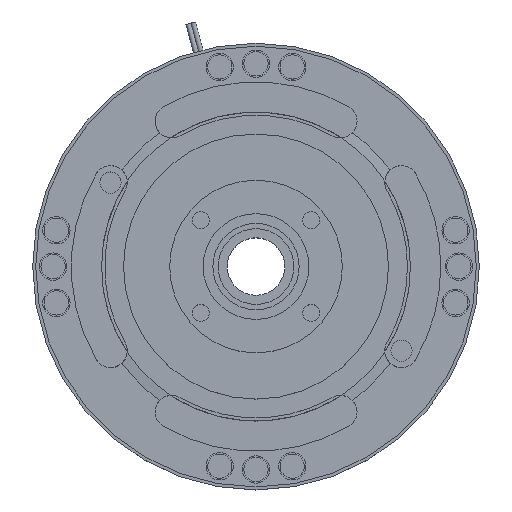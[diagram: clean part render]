
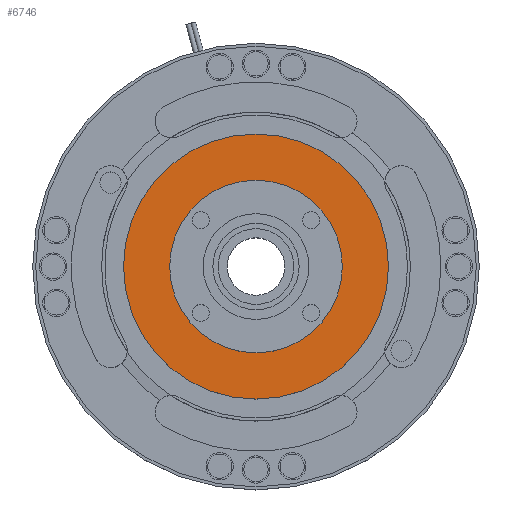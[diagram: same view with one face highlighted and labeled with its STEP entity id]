
A CAD part, top view. The second image highlights one B-rep face of the part: STEP entity #6746.
In plain terms, the highlighted planar face has unit normal (0, 0, 1).
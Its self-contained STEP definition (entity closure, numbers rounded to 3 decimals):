
#686 = DIRECTION ( 'NONE',  ( 1., 0., 0. ) ) ;
#687 = DIRECTION ( 'NONE',  ( 0., 0., 1. ) ) ;
#688 = CARTESIAN_POINT ( 'NONE',  ( 0., 0., 127.2 ) ) ;
#709 = AXIS2_PLACEMENT_3D ( 'NONE', #688, #687, #686 ) ;
#710 = CIRCLE ( 'NONE', #709, 87.5 ) ;
#1227 = DIRECTION ( 'NONE',  ( 1., 0., 0. ) ) ;
#1228 = DIRECTION ( 'NONE',  ( 0., 0., 1. ) ) ;
#1229 = CARTESIAN_POINT ( 'NONE',  ( 0., 0., 127.2 ) ) ;
#1230 = AXIS2_PLACEMENT_3D ( 'NONE', #1229, #1228, #1227 ) ;
#1231 = PLANE ( 'NONE',  #1230 ) ;
#1232 = FACE_BOUND ( 'NONE', #6748, .T. ) ;
#1233 = FACE_OUTER_BOUND ( 'NONE', #6747, .T. ) ;
#1443 = DIRECTION ( 'NONE',  ( 1., 0., 0. ) ) ;
#1444 = DIRECTION ( 'NONE',  ( 0., 0., 1. ) ) ;
#1445 = CARTESIAN_POINT ( 'NONE',  ( 0., 0., 127.2 ) ) ;
#1446 = AXIS2_PLACEMENT_3D ( 'NONE', #1445, #1444, #1443 ) ;
#1447 = CIRCLE ( 'NONE', #1446, 57. ) ;
#4218 = CARTESIAN_POINT ( 'NONE',  ( 0., 0., 127.2 ) ) ;
#4222 = CARTESIAN_POINT ( 'NONE',  ( -57., 0., 127.2 ) ) ;
#4223 = DIRECTION ( 'NONE',  ( 1., 0., 0. ) ) ;
#4224 = DIRECTION ( 'NONE',  ( 0., 0., 1. ) ) ;
#4273 = AXIS2_PLACEMENT_3D ( 'NONE', #4218, #4224, #4223 ) ;
#4274 = CIRCLE ( 'NONE', #4273, 57. ) ;
#4330 = CARTESIAN_POINT ( 'NONE',  ( -87.5, 0., 127.2 ) ) ;
#4331 = CARTESIAN_POINT ( 'NONE',  ( 87.5, 0., 127.2 ) ) ;
#4453 = DIRECTION ( 'NONE',  ( 1., 0., 0. ) ) ;
#4454 = DIRECTION ( 'NONE',  ( 0., 0., 1. ) ) ;
#4455 = CARTESIAN_POINT ( 'NONE',  ( 0., 0., 127.2 ) ) ;
#4456 = AXIS2_PLACEMENT_3D ( 'NONE', #4455, #4454, #4453 ) ;
#4457 = CIRCLE ( 'NONE', #4456, 87.5 ) ;
#4461 = CARTESIAN_POINT ( 'NONE',  ( 57., 0., 127.2 ) ) ;
#5677 = EDGE_CURVE ( 'NONE', #5865, #5678, #4274, .T. ) ;
#5678 = VERTEX_POINT ( 'NONE', #4222 ) ;
#5749 = EDGE_CURVE ( 'NONE', #5750, #5751, #4457, .T. ) ;
#5750 = VERTEX_POINT ( 'NONE', #4331 ) ;
#5751 = VERTEX_POINT ( 'NONE', #4330 ) ;
#5865 = VERTEX_POINT ( 'NONE', #4461 ) ;
#6487 = ORIENTED_EDGE ( 'NONE', *, *, #6488, .T. ) ;
#6488 = EDGE_CURVE ( 'NONE', #5751, #5750, #710, .T. ) ;
#6518 = ORIENTED_EDGE ( 'NONE', *, *, #5677, .F. ) ;
#6526 = ORIENTED_EDGE ( 'NONE', *, *, #5749, .T. ) ;
#6746 = ADVANCED_FACE ( 'NONE', ( #1233, #1232 ), #1231, .T. ) ;
#6747 = EDGE_LOOP ( 'NONE', ( #6487, #6526 ) ) ;
#6748 = EDGE_LOOP ( 'NONE', ( #6749, #6518 ) ) ;
#6749 = ORIENTED_EDGE ( 'NONE', *, *, #6750, .F. ) ;
#6750 = EDGE_CURVE ( 'NONE', #5678, #5865, #1447, .T. ) ;
